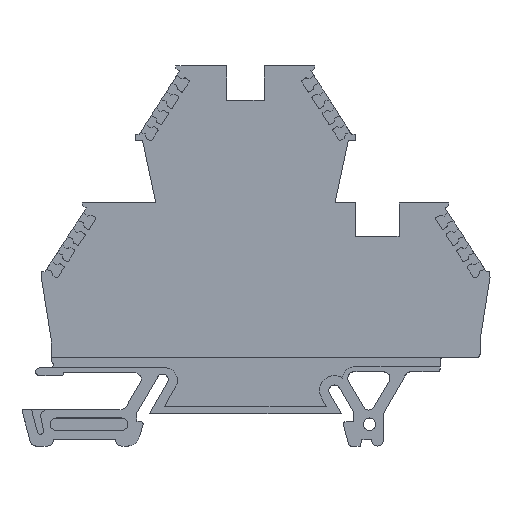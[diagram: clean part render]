
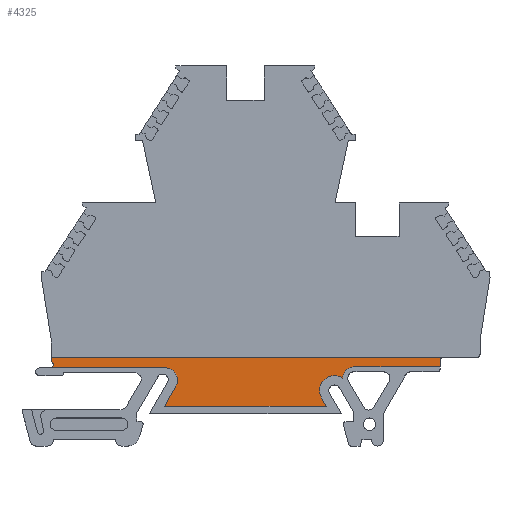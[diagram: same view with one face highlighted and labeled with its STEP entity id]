
A CAD part, top view. The second image highlights one B-rep face of the part: STEP entity #4325.
In plain terms, the highlighted planar face has unit normal (0, 0, 1).
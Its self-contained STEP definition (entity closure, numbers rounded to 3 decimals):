
#13 = CARTESIAN_POINT ( 'NONE',  ( -12.885, 5.35, 1. ) ) ;
#65 = LINE ( 'NONE', #6289, #10327 ) ;
#168 = DIRECTION ( 'NONE',  ( 1., 0., 0. ) ) ;
#291 = CARTESIAN_POINT ( 'NONE',  ( 31.252, 7.5, 1. ) ) ;
#489 = LINE ( 'NONE', #9938, #3206 ) ;
#769 = ORIENTED_EDGE ( 'NONE', *, *, #10925, .T. ) ;
#800 = PLANE ( 'NONE',  #12855 ) ;
#916 = LINE ( 'NONE', #10860, #3603 ) ;
#963 = CARTESIAN_POINT ( 'NONE',  ( -10.885, 5.35, 1. ) ) ;
#995 = CARTESIAN_POINT ( 'NONE',  ( -31.148, 9., 1. ) ) ;
#1038 = DIRECTION ( 'NONE',  ( 1., 0., 0. ) ) ;
#1235 = CARTESIAN_POINT ( 'NONE',  ( 12.972, 1.2, 1. ) ) ;
#1279 = AXIS2_PLACEMENT_3D ( 'NONE', #7523, #1388, #8534 ) ;
#1354 = ORIENTED_EDGE ( 'NONE', *, *, #7254, .T. ) ;
#1358 = DIRECTION ( 'NONE',  ( 0., 0., -1. ) ) ;
#1384 = EDGE_CURVE ( 'NONE', #2991, #3946, #2673, .T. ) ;
#1388 = DIRECTION ( 'NONE',  ( 0., 0., -1. ) ) ;
#1456 = EDGE_CURVE ( 'NONE', #4934, #2991, #7965, .T. ) ;
#1645 = DIRECTION ( 'NONE',  ( -0.002, -1., 0. ) ) ;
#1979 = CARTESIAN_POINT ( 'NONE',  ( -31.147, 9., 1. ) ) ;
#2028 = DIRECTION ( 'NONE',  ( -1., 0., 0. ) ) ;
#2185 = VERTEX_POINT ( 'NONE', #11662 ) ;
#2186 = ORIENTED_EDGE ( 'NONE', *, *, #1456, .T. ) ;
#2199 = ORIENTED_EDGE ( 'NONE', *, *, #3027, .T. ) ;
#2214 = CARTESIAN_POINT ( 'NONE',  ( 31.752, 9., 1. ) ) ;
#2230 = AXIS2_PLACEMENT_3D ( 'NONE', #7493, #1358, #8508 ) ;
#2247 = EDGE_CURVE ( 'NONE', #11653, #4934, #489, .T. ) ;
#2513 = VECTOR ( 'NONE', #2028, 1000. ) ;
#2673 = LINE ( 'NONE', #1235, #6208 ) ;
#2858 = VERTEX_POINT ( 'NONE', #8779 ) ;
#2888 = EDGE_CURVE ( 'NONE', #5493, #12651, #9002, .T. ) ;
#2991 = VERTEX_POINT ( 'NONE', #5504 ) ;
#3027 = EDGE_CURVE ( 'NONE', #9260, #5876, #13026, .T. ) ;
#3198 = DIRECTION ( 'NONE',  ( 1., 0., 0. ) ) ;
#3206 = VECTOR ( 'NONE', #5866, 1000. ) ;
#3340 = EDGE_CURVE ( 'NONE', #2858, #2185, #4852, .T. ) ;
#3603 = VECTOR ( 'NONE', #1645, 1000. ) ;
#3670 = CARTESIAN_POINT ( 'NONE',  ( 17.417, 5.7, 1. ) ) ;
#3790 = VERTEX_POINT ( 'NONE', #1979 ) ;
#3798 = CARTESIAN_POINT ( 'NONE',  ( -12.972, 1.2, 1. ) ) ;
#3946 = VERTEX_POINT ( 'NONE', #11021 ) ;
#4062 = CIRCLE ( 'NONE', #5129, 1.8 ) ;
#4120 = ORIENTED_EDGE ( 'NONE', *, *, #2888, .T. ) ;
#4121 = VERTEX_POINT ( 'NONE', #2214 ) ;
#4176 = CARTESIAN_POINT ( 'NONE',  ( 15.617, 5.706, 1. ) ) ;
#4211 = ORIENTED_EDGE ( 'NONE', *, *, #5185, .T. ) ;
#4325 = ADVANCED_FACE ( 'NONE', ( #7096 ), #800, .T. ) ;
#4408 = CARTESIAN_POINT ( 'NONE',  ( 12.972, 1.2, 1. ) ) ;
#4512 = CARTESIAN_POINT ( 'NONE',  ( -12.885, 5.35, 1. ) ) ;
#4578 = DIRECTION ( 'NONE',  ( 0., 0., -1. ) ) ;
#4685 = DIRECTION ( 'NONE',  ( 1., 0., 0. ) ) ;
#4852 = CIRCLE ( 'NONE', #1279, 0.573 ) ;
#4934 = VERTEX_POINT ( 'NONE', #3798 ) ;
#4992 = AXIS2_PLACEMENT_3D ( 'NONE', #4512, #11679, #5561 ) ;
#5129 = AXIS2_PLACEMENT_3D ( 'NONE', #3670, #10847, #4685 ) ;
#5185 = EDGE_CURVE ( 'NONE', #9619, #9791, #4062, .T. ) ;
#5493 = VERTEX_POINT ( 'NONE', #291 ) ;
#5504 = CARTESIAN_POINT ( 'NONE',  ( 12.972, 1.2, 1. ) ) ;
#5561 = DIRECTION ( 'NONE',  ( 1., 0., 0. ) ) ;
#5567 = ORIENTED_EDGE ( 'NONE', *, *, #2247, .T. ) ;
#5752 = ORIENTED_EDGE ( 'NONE', *, *, #1384, .T. ) ;
#5778 = ORIENTED_EDGE ( 'NONE', *, *, #8276, .T. ) ;
#5866 = DIRECTION ( 'NONE',  ( -0.5, -0.866, 0. ) ) ;
#5876 = VERTEX_POINT ( 'NONE', #963 ) ;
#5897 = EDGE_CURVE ( 'NONE', #4121, #3790, #9212, .T. ) ;
#5921 = EDGE_CURVE ( 'NONE', #5876, #11653, #6326, .T. ) ;
#5947 = DIRECTION ( 'NONE',  ( 0., 0., 1. ) ) ;
#6208 = VECTOR ( 'NONE', #7362, 1000. ) ;
#6289 = CARTESIAN_POINT ( 'NONE',  ( 31.252, 7.5, 1. ) ) ;
#6326 = CIRCLE ( 'NONE', #10782, 2. ) ;
#6470 = DIRECTION ( 'NONE',  ( 1., 0., 0. ) ) ;
#6755 = DIRECTION ( 'NONE',  ( 0., 1., 0. ) ) ;
#6806 = CIRCLE ( 'NONE', #8135, 0.5 ) ;
#6988 = EDGE_CURVE ( 'NONE', #12651, #4121, #6806, .T. ) ;
#7096 = FACE_OUTER_BOUND ( 'NONE', #10794, .T. ) ;
#7173 = DIRECTION ( 'NONE',  ( 0., 0., -1. ) ) ;
#7186 = LINE ( 'NONE', #12059, #10900 ) ;
#7244 = CARTESIAN_POINT ( 'NONE',  ( 31.252, 8.5, 1. ) ) ;
#7254 = EDGE_CURVE ( 'NONE', #3790, #2858, #916, .T. ) ;
#7362 = DIRECTION ( 'NONE',  ( -0.5, 0.866, 0. ) ) ;
#7493 = CARTESIAN_POINT ( 'NONE',  ( 14.3, 3.7, 1. ) ) ;
#7523 = CARTESIAN_POINT ( 'NONE',  ( -31.428, 7.85, 1. ) ) ;
#7828 = ORIENTED_EDGE ( 'NONE', *, *, #6988, .T. ) ;
#7960 = CARTESIAN_POINT ( 'NONE',  ( 31.752, 8.5, 1. ) ) ;
#7965 = LINE ( 'NONE', #4408, #11658 ) ;
#8135 = AXIS2_PLACEMENT_3D ( 'NONE', #10739, #4578, #11732 ) ;
#8276 = EDGE_CURVE ( 'NONE', #2185, #9260, #7186, .T. ) ;
#8508 = DIRECTION ( 'NONE',  ( 1., 0., 0. ) ) ;
#8534 = DIRECTION ( 'NONE',  ( 1., 0., 0. ) ) ;
#8604 = CARTESIAN_POINT ( 'NONE',  ( -12.885, 7.35, 1. ) ) ;
#8779 = CARTESIAN_POINT ( 'NONE',  ( -31.148, 8.35, 1. ) ) ;
#9002 = LINE ( 'NONE', #9854, #10145 ) ;
#9212 = LINE ( 'NONE', #995, #2513 ) ;
#9260 = VERTEX_POINT ( 'NONE', #8604 ) ;
#9591 = ORIENTED_EDGE ( 'NONE', *, *, #10798, .T. ) ;
#9619 = VERTEX_POINT ( 'NONE', #4176 ) ;
#9791 = VERTEX_POINT ( 'NONE', #10730 ) ;
#9854 = CARTESIAN_POINT ( 'NONE',  ( 31.252, 7.5, 1. ) ) ;
#9938 = CARTESIAN_POINT ( 'NONE',  ( -12.972, 1.2, 1. ) ) ;
#10145 = VECTOR ( 'NONE', #6755, 1000. ) ;
#10327 = VECTOR ( 'NONE', #3198, 1000. ) ;
#10504 = CARTESIAN_POINT ( 'NONE',  ( -11.153, 4.35, 1. ) ) ;
#10730 = CARTESIAN_POINT ( 'NONE',  ( 17.417, 7.5, 1. ) ) ;
#10739 = CARTESIAN_POINT ( 'NONE',  ( 31.752, 8.5, 1. ) ) ;
#10782 = AXIS2_PLACEMENT_3D ( 'NONE', #13, #7173, #1038 ) ;
#10794 = EDGE_LOOP ( 'NONE', ( #1354, #11620, #5778, #2199, #13238, #5567, #2186, #5752, #769, #4211, #9591, #4120, #7828, #11101 ) ) ;
#10798 = EDGE_CURVE ( 'NONE', #9791, #5493, #65, .T. ) ;
#10847 = DIRECTION ( 'NONE',  ( 0., 0., -1. ) ) ;
#10860 = CARTESIAN_POINT ( 'NONE',  ( -31.143, 11.666, 1. ) ) ;
#10900 = VECTOR ( 'NONE', #13101, 1000. ) ;
#10925 = EDGE_CURVE ( 'NONE', #3946, #9619, #11747, .T. ) ;
#11021 = CARTESIAN_POINT ( 'NONE',  ( 12.221, 2.5, 1. ) ) ;
#11101 = ORIENTED_EDGE ( 'NONE', *, *, #5897, .T. ) ;
#11620 = ORIENTED_EDGE ( 'NONE', *, *, #3340, .T. ) ;
#11653 = VERTEX_POINT ( 'NONE', #10504 ) ;
#11658 = VECTOR ( 'NONE', #6470, 1000. ) ;
#11662 = CARTESIAN_POINT ( 'NONE',  ( -31.148, 7.35, 1. ) ) ;
#11679 = DIRECTION ( 'NONE',  ( 0., 0., -1. ) ) ;
#11732 = DIRECTION ( 'NONE',  ( 1., 0., 0. ) ) ;
#11747 = CIRCLE ( 'NONE', #2230, 2.4 ) ;
#12059 = CARTESIAN_POINT ( 'NONE',  ( -12.885, 7.35, 1. ) ) ;
#12651 = VERTEX_POINT ( 'NONE', #7244 ) ;
#12855 = AXIS2_PLACEMENT_3D ( 'NONE', #7960, #5947, #168 ) ;
#13026 = CIRCLE ( 'NONE', #4992, 2. ) ;
#13101 = DIRECTION ( 'NONE',  ( 1., 0., 0. ) ) ;
#13238 = ORIENTED_EDGE ( 'NONE', *, *, #5921, .T. ) ;
